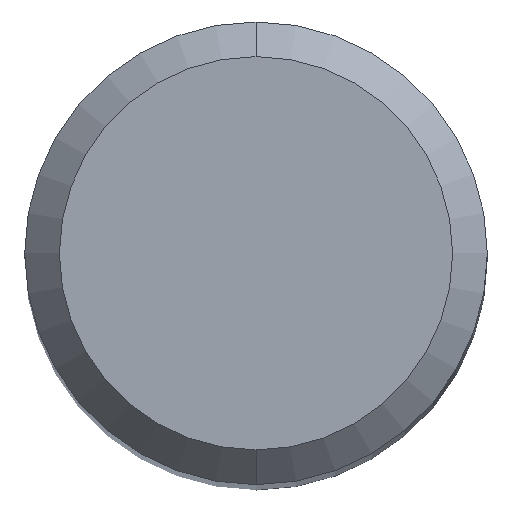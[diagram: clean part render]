
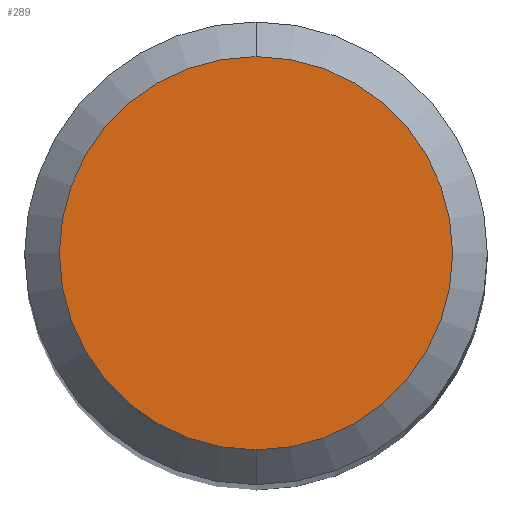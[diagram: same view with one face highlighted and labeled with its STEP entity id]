
A CAD part, top view. The second image highlights one B-rep face of the part: STEP entity #289.
In plain terms, the highlighted planar face has unit normal (0, 0, 1).
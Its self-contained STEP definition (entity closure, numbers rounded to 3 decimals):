
#255=VERTEX_POINT('',#621);
#289=ADVANCED_FACE('',(#658),#659,.T.);
#403=EDGE_CURVE('',#507,#255,#788,.T.);
#465=EDGE_CURVE('',#255,#507,#854,.T.);
#507=VERTEX_POINT('',#900);
#621=CARTESIAN_POINT('',(0.,-1.7,0.0));
#658=FACE_OUTER_BOUND('',#1111,.T.);
#659=PLANE('',#1112);
#788=CIRCLE('',#1368,1.7);
#854=CIRCLE('',#1483,1.7);
#900=CARTESIAN_POINT('',(0.0,1.7,0.0));
#1111=EDGE_LOOP('',(#1748,#1749));
#1112=AXIS2_PLACEMENT_3D('',#1750,#1751,#1752);
#1368=AXIS2_PLACEMENT_3D('',#1904,#1905,#1906);
#1483=AXIS2_PLACEMENT_3D('',#1985,#1986,#1987);
#1748=ORIENTED_EDGE('',*,*,#403,.F.);
#1749=ORIENTED_EDGE('',*,*,#465,.F.);
#1750=CARTESIAN_POINT('',(0.0,0.85,0.0));
#1751=DIRECTION('',(-0.0,0.0,1.0));
#1752=DIRECTION('',(0.0,-1.0,0.0));
#1904=CARTESIAN_POINT('',(0.0,0.0,0.0));
#1905=DIRECTION('',(0.0,0.0,-1.0));
#1906=DIRECTION('',(0.0,1.0,0.0));
#1985=CARTESIAN_POINT('',(0.0,0.0,0.0));
#1986=DIRECTION('',(0.0,0.0,-1.0));
#1987=DIRECTION('',(0.0,1.0,0.0));
